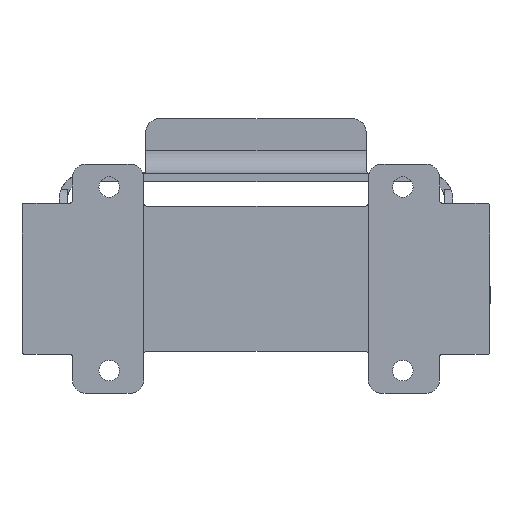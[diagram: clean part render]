
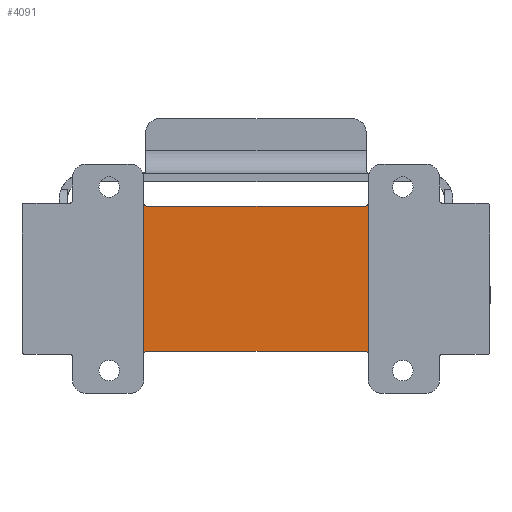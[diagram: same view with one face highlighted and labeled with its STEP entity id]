
A CAD part, front view. The second image highlights one B-rep face of the part: STEP entity #4091.
In plain terms, the highlighted planar face has unit normal (0, -1, 0).
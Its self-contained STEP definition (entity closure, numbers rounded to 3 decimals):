
#244 = CARTESIAN_POINT ( 'NONE',  ( 24.45, -56.03, -16.443 ) ) ;
#2044 = ORIENTED_EDGE ( 'NONE', *, *, #10029, .T. ) ;
#2265 = EDGE_CURVE ( 'NONE', #2761, #11941, #9298, .T. ) ;
#2684 = EDGE_CURVE ( 'NONE', #7924, #11941, #5963, .T. ) ;
#2761 = VERTEX_POINT ( 'NONE', #15715 ) ;
#2793 = ORIENTED_EDGE ( 'NONE', *, *, #2684, .F. ) ;
#3083 = VECTOR ( 'NONE', #11723, 1000. ) ;
#3396 = CARTESIAN_POINT ( 'NONE',  ( -24.45, -56.03, -16.443 ) ) ;
#3554 = CARTESIAN_POINT ( 'NONE',  ( -24.45, -56.03, -16.092 ) ) ;
#4091 = ADVANCED_FACE ( 'NONE', ( #11372 ), #8372, .F. ) ;
#4526 = EDGE_CURVE ( 'NONE', #7924, #10172, #8875, .T. ) ;
#4766 = CARTESIAN_POINT ( 'NONE',  ( -24.45, -56.03, -16.443 ) ) ;
#4879 = VECTOR ( 'NONE', #15671, 1000. ) ;
#4906 = CARTESIAN_POINT ( 'NONE',  ( 24.45, -56.03, 16.443 ) ) ;
#5690 = CARTESIAN_POINT ( 'NONE',  ( 23.85, -56.03, -15.843 ) ) ;
#5743 = DIRECTION ( 'NONE',  ( 0., 0., 1. ) ) ;
#5963 = LINE ( 'NONE', #10605, #11698 ) ;
#5979 = CARTESIAN_POINT ( 'NONE',  ( 24.45, -56.03, 16.443 ) ) ;
#6014 = ORIENTED_EDGE ( 'NONE', *, *, #7159, .F. ) ;
#6087 = CARTESIAN_POINT ( 'NONE',  ( 23.85, -56.03, 15.843 ) ) ;
#6205 = DIRECTION ( 'NONE',  ( 1., 0., 0. ) ) ;
#6254 = CARTESIAN_POINT ( 'NONE',  ( 23.85, -56.03, -15.843 ) ) ;
#6277 = LINE ( 'NONE', #9267, #3083 ) ;
#6360 = CARTESIAN_POINT ( 'NONE',  ( 24.45, -56.03, -16.443 ) ) ;
#7159 = EDGE_CURVE ( 'NONE', #9656, #10172, #14599, .T. ) ;
#7166 = ORIENTED_EDGE ( 'NONE', *, *, #10460, .F. ) ;
#7184 = CARTESIAN_POINT ( 'NONE',  ( 34.965, -56.03, -15.843 ) ) ;
#7203 = DIRECTION ( 'NONE',  ( 0., 1., 0. ) ) ;
#7275 = EDGE_LOOP ( 'NONE', ( #2793, #9840, #6014, #2044, #11338, #9553, #7166, #10709 ) ) ;
#7436 = CARTESIAN_POINT ( 'NONE',  ( 24.201, -56.03, -15.843 ) ) ;
#7492 = CARTESIAN_POINT ( 'NONE',  ( 24.45, -56.03, -16.092 ) ) ;
#7924 = VERTEX_POINT ( 'NONE', #3396 ) ;
#8083 = VECTOR ( 'NONE', #6205, 1000. ) ;
#8115 = VERTEX_POINT ( 'NONE', #6360 ) ;
#8212 =( BOUNDED_CURVE ( )  B_SPLINE_CURVE ( 3, ( #4906, #12190, #13405, #6087 ),
 .UNSPECIFIED., .F., .F. ) 
 B_SPLINE_CURVE_WITH_KNOTS ( ( 4, 4 ),
 ( 4.712, 6.283 ),
 .UNSPECIFIED. ) 
 CURVE ( )  GEOMETRIC_REPRESENTATION_ITEM ( )  RATIONAL_B_SPLINE_CURVE ( ( 1., 0.805, 0.805, 1. ) ) 
 REPRESENTATION_ITEM ( '' )  );
#8372 = PLANE ( 'NONE',  #10536 ) ;
#8480 = CARTESIAN_POINT ( 'NONE',  ( -24.45, -56.03, 16.092 ) ) ;
#8616 = EDGE_CURVE ( 'NONE', #13770, #14911, #8212, .T. ) ;
#8875 =( BOUNDED_CURVE ( )  B_SPLINE_CURVE ( 3, ( #4766, #3554, #10827, #13273 ),
 .UNSPECIFIED., .F., .F. ) 
 B_SPLINE_CURVE_WITH_KNOTS ( ( 4, 4 ),
 ( 4.712, 6.283 ),
 .UNSPECIFIED. ) 
 CURVE ( )  GEOMETRIC_REPRESENTATION_ITEM ( )  RATIONAL_B_SPLINE_CURVE ( ( 1., 0.805, 0.805, 1. ) ) 
 REPRESENTATION_ITEM ( '' )  );
#9267 = CARTESIAN_POINT ( 'NONE',  ( 24.45, -56.03, 9.865 ) ) ;
#9298 =( BOUNDED_CURVE ( )  B_SPLINE_CURVE ( 3, ( #12127, #13334, #8480, #9709 ),
 .UNSPECIFIED., .F., .F. ) 
 B_SPLINE_CURVE_WITH_KNOTS ( ( 4, 4 ),
 ( 3.142, 4.712 ),
 .UNSPECIFIED. ) 
 CURVE ( )  GEOMETRIC_REPRESENTATION_ITEM ( )  RATIONAL_B_SPLINE_CURVE ( ( 1., 0.805, 0.805, 1. ) ) 
 REPRESENTATION_ITEM ( '' )  );
#9553 = ORIENTED_EDGE ( 'NONE', *, *, #8616, .T. ) ;
#9656 = VERTEX_POINT ( 'NONE', #5690 ) ;
#9709 = CARTESIAN_POINT ( 'NONE',  ( -24.45, -56.03, 16.443 ) ) ;
#9840 = ORIENTED_EDGE ( 'NONE', *, *, #4526, .T. ) ;
#10029 = EDGE_CURVE ( 'NONE', #9656, #8115, #12509, .T. ) ;
#10172 = VERTEX_POINT ( 'NONE', #15036 ) ;
#10460 = EDGE_CURVE ( 'NONE', #2761, #14911, #14584, .T. ) ;
#10536 = AXIS2_PLACEMENT_3D ( 'NONE', #14512, #7203, #15693 ) ;
#10605 = CARTESIAN_POINT ( 'NONE',  ( -24.45, -56.03, 9.865 ) ) ;
#10709 = ORIENTED_EDGE ( 'NONE', *, *, #2265, .T. ) ;
#10827 = CARTESIAN_POINT ( 'NONE',  ( -24.201, -56.03, -15.843 ) ) ;
#11338 = ORIENTED_EDGE ( 'NONE', *, *, #12691, .T. ) ;
#11372 = FACE_OUTER_BOUND ( 'NONE', #7275, .T. ) ;
#11698 = VECTOR ( 'NONE', #5743, 1000. ) ;
#11723 = DIRECTION ( 'NONE',  ( 0., 0., 1. ) ) ;
#11941 = VERTEX_POINT ( 'NONE', #13773 ) ;
#12083 = CARTESIAN_POINT ( 'NONE',  ( 23.85, -56.03, 15.843 ) ) ;
#12127 = CARTESIAN_POINT ( 'NONE',  ( -23.85, -56.03, 15.843 ) ) ;
#12190 = CARTESIAN_POINT ( 'NONE',  ( 24.45, -56.03, 16.092 ) ) ;
#12509 =( BOUNDED_CURVE ( )  B_SPLINE_CURVE ( 3, ( #6254, #7436, #7492, #244 ),
 .UNSPECIFIED., .F., .F. ) 
 B_SPLINE_CURVE_WITH_KNOTS ( ( 4, 4 ),
 ( 3.142, 4.712 ),
 .UNSPECIFIED. ) 
 CURVE ( )  GEOMETRIC_REPRESENTATION_ITEM ( )  RATIONAL_B_SPLINE_CURVE ( ( 1., 0.805, 0.805, 1. ) ) 
 REPRESENTATION_ITEM ( '' )  );
#12691 = EDGE_CURVE ( 'NONE', #8115, #13770, #6277, .T. ) ;
#13273 = CARTESIAN_POINT ( 'NONE',  ( -23.85, -56.03, -15.843 ) ) ;
#13334 = CARTESIAN_POINT ( 'NONE',  ( -24.201, -56.03, 15.843 ) ) ;
#13405 = CARTESIAN_POINT ( 'NONE',  ( 24.201, -56.03, 15.843 ) ) ;
#13508 = CARTESIAN_POINT ( 'NONE',  ( 34.965, -56.03, 15.843 ) ) ;
#13770 = VERTEX_POINT ( 'NONE', #5979 ) ;
#13773 = CARTESIAN_POINT ( 'NONE',  ( -24.45, -56.03, 16.443 ) ) ;
#14512 = CARTESIAN_POINT ( 'NONE',  ( 34.965, -56.03, 9.865 ) ) ;
#14584 = LINE ( 'NONE', #13508, #8083 ) ;
#14599 = LINE ( 'NONE', #7184, #4879 ) ;
#14911 = VERTEX_POINT ( 'NONE', #12083 ) ;
#15036 = CARTESIAN_POINT ( 'NONE',  ( -23.85, -56.03, -15.843 ) ) ;
#15671 = DIRECTION ( 'NONE',  ( -1., 0., 0. ) ) ;
#15693 = DIRECTION ( 'NONE',  ( 0., 0., 1. ) ) ;
#15715 = CARTESIAN_POINT ( 'NONE',  ( -23.85, -56.03, 15.843 ) ) ;
